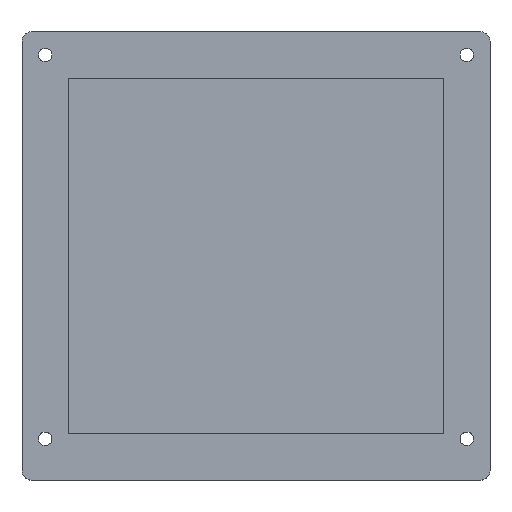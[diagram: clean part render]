
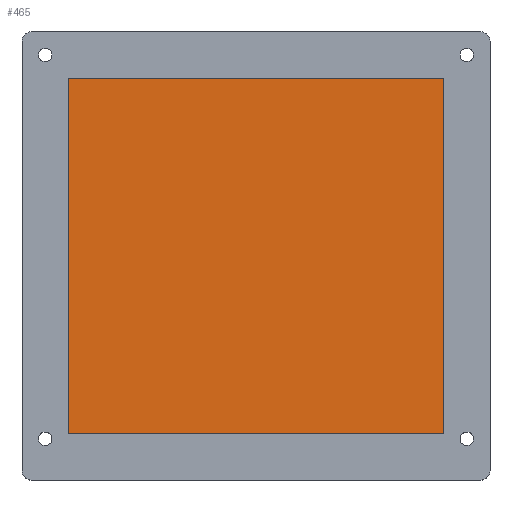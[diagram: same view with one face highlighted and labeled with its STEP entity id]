
A CAD part, top view. The second image highlights one B-rep face of the part: STEP entity #465.
In plain terms, the highlighted planar face has unit normal (0, 0, 1).
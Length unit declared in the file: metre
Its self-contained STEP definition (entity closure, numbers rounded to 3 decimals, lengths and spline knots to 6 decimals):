
#118=ORIENTED_EDGE('',*,*,#167,.F.);
#119=ORIENTED_EDGE('',*,*,#193,.T.);
#120=ORIENTED_EDGE('',*,*,#196,.T.);
#121=ORIENTED_EDGE('',*,*,#199,.F.);
#167=EDGE_CURVE('',#229,#230,#273,.T.);
#193=EDGE_CURVE('',#229,#254,#291,.T.);
#196=EDGE_CURVE('',#254,#256,#294,.T.);
#199=EDGE_CURVE('',#230,#256,#297,.T.);
#229=VERTEX_POINT('',#672);
#230=VERTEX_POINT('',#674);
#254=VERTEX_POINT('',#727);
#256=VERTEX_POINT('',#733);
#273=LINE('',#673,#315);
#291=LINE('',#726,#333);
#294=LINE('',#732,#336);
#297=LINE('',#738,#339);
#315=VECTOR('',#539,1.);
#333=VECTOR('',#579,1.);
#336=VECTOR('',#584,1.);
#339=VECTOR('',#589,1.);
#385=EDGE_LOOP('',(#118,#119,#120,#121));
#425=FACE_BOUND('',#385,.T.);
#446=PLANE('',#519);
#465=ADVANCED_FACE('',(#425),#446,.T.);
#519=AXIS2_PLACEMENT_3D('',#775,#632,#633);
#539=DIRECTION('',(1.,0.,0.));
#579=DIRECTION('',(0.,-1.,0.));
#584=DIRECTION('',(1.,0.,0.));
#589=DIRECTION('',(0.,-1.,0.));
#632=DIRECTION('',(0.,0.,1.));
#633=DIRECTION('',(1.,0.,0.));
#672=CARTESIAN_POINT('',(-0.040282,0.038885,0.003));
#673=CARTESIAN_POINT('',(0.000068,0.038885,0.003));
#674=CARTESIAN_POINT('',(0.040418,0.038885,0.003));
#726=CARTESIAN_POINT('',(-0.040282,0.00065,0.003));
#727=CARTESIAN_POINT('',(-0.040282,-0.037585,0.003));
#732=CARTESIAN_POINT('',(0.000068,-0.037585,0.003));
#733=CARTESIAN_POINT('',(0.040418,-0.037585,0.003));
#738=CARTESIAN_POINT('',(0.040418,0.00065,0.003));
#775=CARTESIAN_POINT('',(0.000068,0.00065,0.003));
